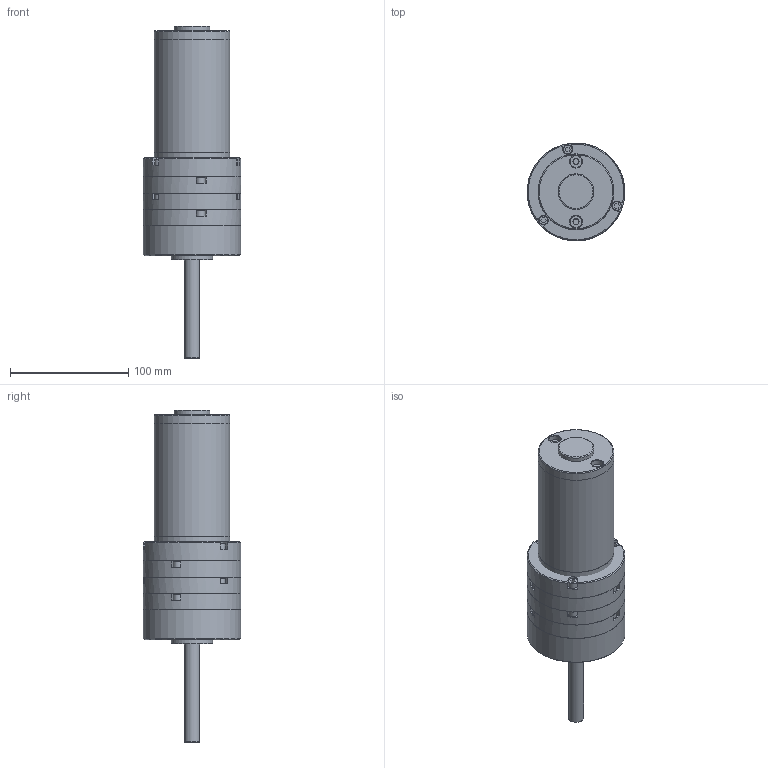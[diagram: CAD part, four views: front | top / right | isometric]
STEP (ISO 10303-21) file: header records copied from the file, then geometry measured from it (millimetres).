
FILE_DESCRIPTION((''),'2;1');
FILE_NAME('GEM500_4-stage.stp','2008-12-02T09:19:07',('Mark'),(''),'Autodesk Inventor 2008','Autodesk Inventor 2008','');
FILE_SCHEMA(('AUTOMOTIVE_DESIGN { 1 0 10303 214 1 1 1 1 }'));
Length unit declared in the file: inch
Products named in the file (26): CIM Planetary; Stage; Carrier plate; Spur Gear12; Dowel; Spur Gear15; bushing; Stage Housing; Spur Gear1; Ring Bushing; Output Block; Output Shaft; 625 Output Block; R8 Bearing; R8 inner race; R8 outer race; R8 ball; Bearing spacer; CIM Mount; CIM Washer; 10-32 X .75 SHCS; Cim Output; CIM Body; CIM Back
Assembly tree (67 placements, depth 4):
  CIM Planetary
    Stage  x3
      Carrier plate
      Spur Gear12
      Dowel
      Spur Gear15
      bushing
      Stage Housing
      Spur Gear1
      Ring Bushing
    Output Block
      Output Shaft
      625 Output Block
      R8 Bearing  x2
        R8 inner race
        R8 outer race
        R8 ball
      Dowel  x5
      Spur Gear1
      Spur Gear12  x5
      Ring Bushing
      Bearing spacer
    CIM Mount
      CIM Mount
      bushing
      Spur Gear15
      CIM Washer
    10-32 X .75 SHCS  x12
    Cim Output
    CIM Body
    CIM Back
Bounding box: 82.54 x 82.54 x 280.57 mm (x, y, z)
Volume: 756627.6 mm3; surface area: 238172.8 mm2
Topology: 102 solids, 102 shells, 2822 faces, 7669 edges, 5105 vertices
Faces by surface type: cylinder 2052, plane 473, cone 136, bspline 118, torus 27, sphere 16
Full cylindrical faces by diameter (mm): 3.962 x4, 4.763 x32, 5.08 x4, 7.772 x1, 7.849 x12, 7.938 x40, 8.001 x1, 9.906 x2, 12.7 x1, 15.875 x2, 16.129 x1, 16.764 x4, 19.05 x1, 23.851 x4, 28.575 x3, 30.15 x1, 34.925 x1, 47.574 x12, 52.4 x4, 64.008 x3, 82.55 x5
Entity records: 22875 total; most frequent: CARTESIAN_POINT 5062, DIRECTION 3906, ORIENTED_EDGE 3300, AXIS2_PLACEMENT_3D 1670, EDGE_CURVE 1650, VERTEX_POINT 1161, CIRCLE 978, EDGE_LOOP 879
